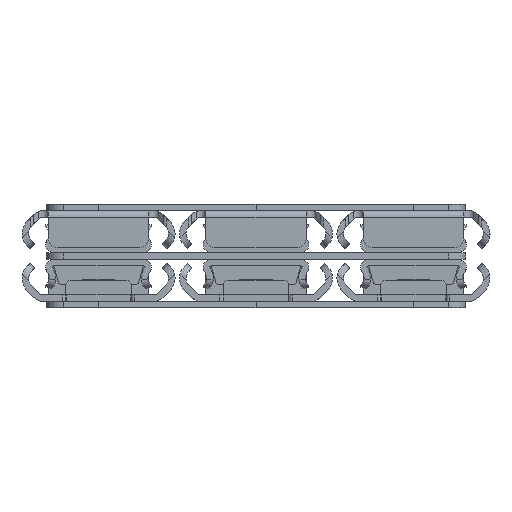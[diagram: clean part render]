
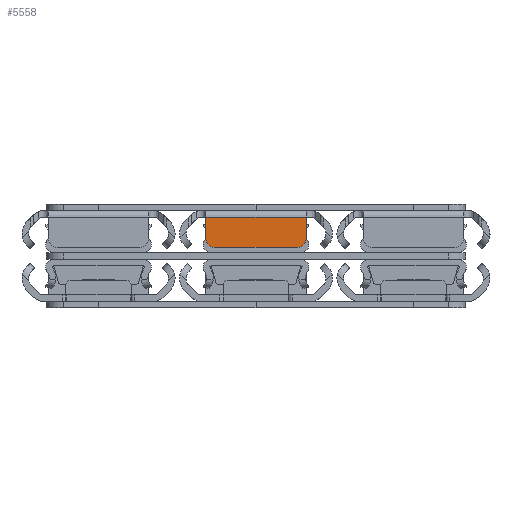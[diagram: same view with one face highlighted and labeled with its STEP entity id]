
A CAD part, left-side view. The second image highlights one B-rep face of the part: STEP entity #5558.
In plain terms, the highlighted face is planar.
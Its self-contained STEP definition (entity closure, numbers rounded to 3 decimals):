
#212 = VERTEX_POINT ( 'NONE', #4028 ) ;
#289 = CARTESIAN_POINT ( 'NONE',  ( 6.9, -9.5, -558.8 ) ) ;
#358 = FACE_OUTER_BOUND ( 'NONE', #4358, .T. ) ;
#548 = EDGE_CURVE ( 'NONE', #2340, #212, #1462, .T. ) ;
#762 = LINE ( 'NONE', #7436, #3889 ) ;
#793 = VERTEX_POINT ( 'NONE', #289 ) ;
#1231 = CARTESIAN_POINT ( 'NONE',  ( 0., 11.5, -558.8 ) ) ;
#1243 = ORIENTED_EDGE ( 'NONE', *, *, #7608, .F. ) ;
#1462 = LINE ( 'NONE', #5532, #6227 ) ;
#1591 = EDGE_CURVE ( 'NONE', #2340, #5522, #762, .T. ) ;
#1680 = DIRECTION ( 'NONE',  ( 0., 0., 1. ) ) ;
#1715 = CIRCLE ( 'NONE', #5399, 2. ) ;
#1772 = CARTESIAN_POINT ( 'NONE',  ( 6.9, 0., -558.8 ) ) ;
#1825 = DIRECTION ( 'NONE',  ( 1., 0., 0. ) ) ;
#2300 = EDGE_CURVE ( 'NONE', #5203, #5522, #3787, .T. ) ;
#2340 = VERTEX_POINT ( 'NONE', #1231 ) ;
#2376 = ORIENTED_EDGE ( 'NONE', *, *, #2300, .T. ) ;
#2606 = VECTOR ( 'NONE', #6271, 1000. ) ;
#2607 = DIRECTION ( 'NONE',  ( -1., 0., 0. ) ) ;
#2898 = CARTESIAN_POINT ( 'NONE',  ( 0., -11.5, -558.8 ) ) ;
#3316 = AXIS2_PLACEMENT_3D ( 'NONE', #5401, #1680, #6059 ) ;
#3784 = DIRECTION ( 'NONE',  ( 0., 0., 1. ) ) ;
#3787 = LINE ( 'NONE', #6294, #2606 ) ;
#3889 = VECTOR ( 'NONE', #4992, 1000. ) ;
#4028 = CARTESIAN_POINT ( 'NONE',  ( 4.9, 11.5, -558.8 ) ) ;
#4122 = EDGE_CURVE ( 'NONE', #793, #4620, #6201, .T. ) ;
#4358 = EDGE_LOOP ( 'NONE', ( #4971, #6876, #7407, #7110, #1243, #2376 ) ) ;
#4620 = VERTEX_POINT ( 'NONE', #5366 ) ;
#4836 = DIRECTION ( 'NONE',  ( 0., 1., 0. ) ) ;
#4971 = ORIENTED_EDGE ( 'NONE', *, *, #1591, .F. ) ;
#4992 = DIRECTION ( 'NONE',  ( 0., -1., 0. ) ) ;
#5203 = VERTEX_POINT ( 'NONE', #7472 ) ;
#5268 = EDGE_CURVE ( 'NONE', #4620, #212, #1715, .T. ) ;
#5366 = CARTESIAN_POINT ( 'NONE',  ( 6.9, 9.5, -558.8 ) ) ;
#5399 = AXIS2_PLACEMENT_3D ( 'NONE', #6356, #5762, #2607 ) ;
#5401 = CARTESIAN_POINT ( 'NONE',  ( 1.5, 12.665, -558.8 ) ) ;
#5522 = VERTEX_POINT ( 'NONE', #2898 ) ;
#5532 = CARTESIAN_POINT ( 'NONE',  ( -2.5, 11.5, -558.8 ) ) ;
#5558 = ADVANCED_FACE ( 'NONE', ( #358 ), #7251, .F. ) ;
#5683 = CIRCLE ( 'NONE', #5824, 2. ) ;
#5762 = DIRECTION ( 'NONE',  ( 0., 0., 1. ) ) ;
#5824 = AXIS2_PLACEMENT_3D ( 'NONE', #6274, #3784, #7441 ) ;
#6059 = DIRECTION ( 'NONE',  ( 1., 0., 0. ) ) ;
#6201 = LINE ( 'NONE', #1772, #7068 ) ;
#6227 = VECTOR ( 'NONE', #1825, 1000. ) ;
#6271 = DIRECTION ( 'NONE',  ( -1., 0., 0. ) ) ;
#6274 = CARTESIAN_POINT ( 'NONE',  ( 4.9, -9.5, -558.8 ) ) ;
#6294 = CARTESIAN_POINT ( 'NONE',  ( -2.5, -11.5, -558.8 ) ) ;
#6356 = CARTESIAN_POINT ( 'NONE',  ( 4.9, 9.5, -558.8 ) ) ;
#6876 = ORIENTED_EDGE ( 'NONE', *, *, #548, .T. ) ;
#7068 = VECTOR ( 'NONE', #4836, 1000. ) ;
#7110 = ORIENTED_EDGE ( 'NONE', *, *, #4122, .F. ) ;
#7251 = PLANE ( 'NONE',  #3316 ) ;
#7407 = ORIENTED_EDGE ( 'NONE', *, *, #5268, .F. ) ;
#7436 = CARTESIAN_POINT ( 'NONE',  ( 0., 0., -558.8 ) ) ;
#7441 = DIRECTION ( 'NONE',  ( 1., 0., 0. ) ) ;
#7472 = CARTESIAN_POINT ( 'NONE',  ( 4.9, -11.5, -558.8 ) ) ;
#7608 = EDGE_CURVE ( 'NONE', #5203, #793, #5683, .T. ) ;
